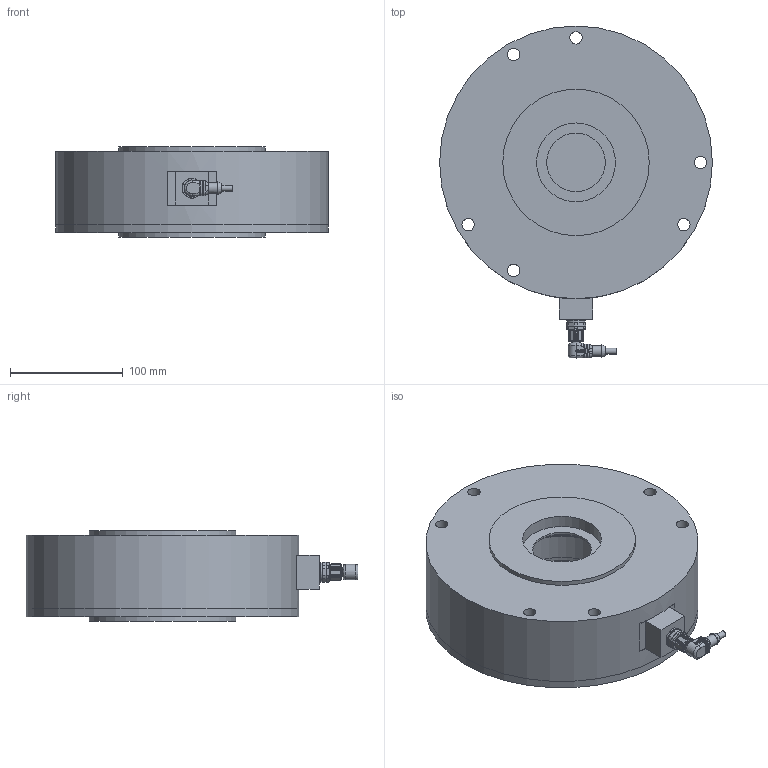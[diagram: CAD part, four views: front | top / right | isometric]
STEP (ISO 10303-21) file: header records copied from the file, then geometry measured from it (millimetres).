
FILE_DESCRIPTION (( 'STEP AP214' ), '1' );
FILE_NAME ('a_BZA4-40-1000N...5000N-S2 STEP.STEP', '2024-11-15T11:49:22', ( '' ), ( '' ), 'SwSTEP 2.0', 'SolidWorks 2023', '' );
FILE_SCHEMA (( 'AUTOMOTIVE_DESIGN' ));
Length unit declared in the file: millimetre
Products named in the file (1): a_BZA4-40-1000N...5000N-S2 STEP
Bounding box: 242 x 294.45 x 80 mm (x, y, z)
Volume: 2881913.5 mm3; surface area: 399651 mm2
Topology: 6 solids, 11 shells, 988 faces, 2638 edges, 1725 vertices
Faces by surface type: plane 645, cylinder 203, cone 74, bspline 63, torus 3
Full cylindrical faces by diameter (mm): 1 x8, 1.1 x4, 1.15 x4, 1.2 x1, 1.5 x4, 1.55 x8, 1.6 x8, 1.85 x4, 4.2 x7, 4.778 x1, 5.2 x1, 7.65 x1, 8.375 x1, 8.42 x1, 9.22 x1, 9.3 x1, 9.6 x1, 9.7 x1, 9.95 x1, 10.4 x1, 10.8 x1, 11 x13, 12 x1, 13.5 x2, 14 x1, 16 x1, 16.7 x1, 24 x1, 52 x1, 70 x1
Entity records: 32778 total; most frequent: CARTESIAN_POINT 9470, ORIENTED_EDGE 4860, DIRECTION 4415, EDGE_CURVE 2430, VERTEX_POINT 1656, LINE 1595, VECTOR 1595, AXIS2_PLACEMENT_3D 1410
